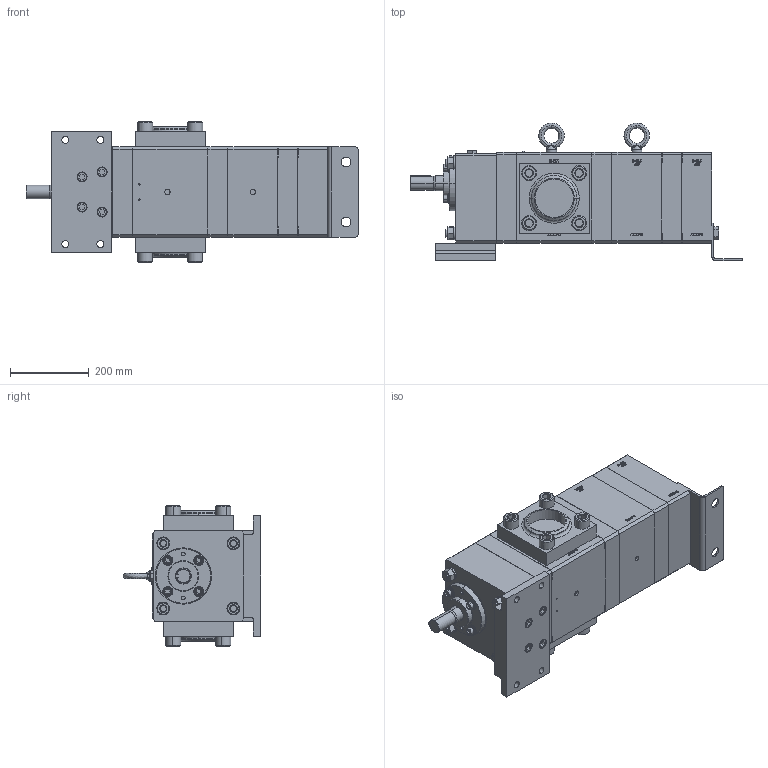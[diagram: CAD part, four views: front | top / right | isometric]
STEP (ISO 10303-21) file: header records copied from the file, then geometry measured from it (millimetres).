
FILE_DESCRIPTION (( 'STEP AP214' ), '1' );
FILE_NAME ('G-1460-15J9-003-BW.STEP', '2019-09-24T18:42:02', ( '' ), ( '' ), 'SwSTEP 2.0', 'SolidWorks 2018', '' );
FILE_SCHEMA (( 'AUTOMOTIVE_DESIGN' ));
Length unit declared in the file: inch
Products named in the file (1): G-1460-15J9-003-BW
Bounding box: 841.69 x 349.45 x 355.6 mm (x, y, z)
Volume: 39002448.7 mm3; surface area: 1145727 mm2
Topology: 1 solids, 1 shells, 2505 faces, 6395 edges, 4156 vertices
Faces by surface type: plane 1416, bspline 585, cylinder 295, cone 197, torus 8, sphere 4
Entity records: 139538 total; most frequent: CARTESIAN_POINT 62241, ORIENTED_EDGE 12754, DIRECTION 9621, EDGE_CURVE 6377, VECTOR 4173, LINE 4173, VERTEX_POINT 4154, EDGE_LOOP 2833
